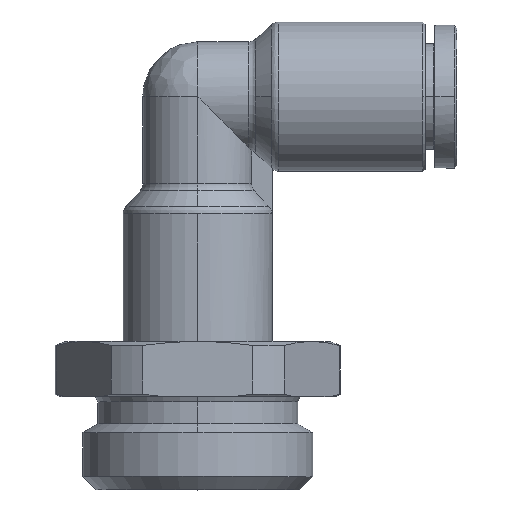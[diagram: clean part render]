
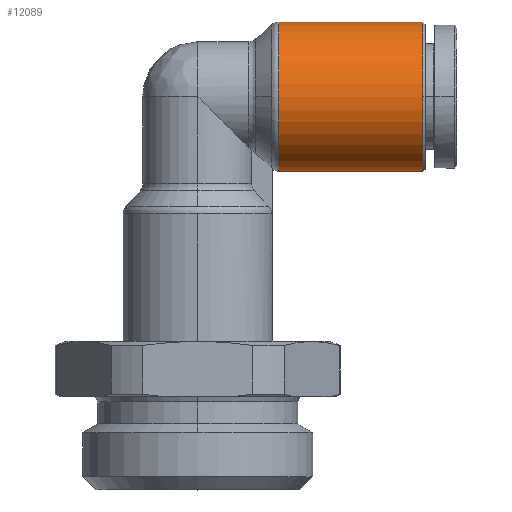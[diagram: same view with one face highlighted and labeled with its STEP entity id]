
A CAD part, top view. The second image highlights one B-rep face of the part: STEP entity #12089.
In plain terms, the highlighted cylindrical face has radius 6.8 mm (diameter 13.6 mm), a partial arc.
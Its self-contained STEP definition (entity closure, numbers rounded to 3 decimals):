
#160 = DIRECTION ( 'NONE',  ( 0., 0., -1. ) ) ;
#840 = CARTESIAN_POINT ( 'NONE',  ( -0.089, 0., -6.8 ) ) ;
#1031 = EDGE_CURVE ( 'NONE', #6346, #5185, #8437, .T. ) ;
#1068 = CYLINDRICAL_SURFACE ( 'NONE', #6113, 6.8 ) ;
#1134 = AXIS2_PLACEMENT_3D ( 'NONE', #3417, #12381, #15030 ) ;
#1301 = CARTESIAN_POINT ( 'NONE',  ( 13.028, -6.8, 0. ) ) ;
#1591 = VECTOR ( 'NONE', #6685, 1000. ) ;
#1939 = CARTESIAN_POINT ( 'NONE',  ( 4.528, 0., 6.8 ) ) ;
#2999 = VECTOR ( 'NONE', #3066, 1000. ) ;
#3066 = DIRECTION ( 'NONE',  ( 1., 0., 0. ) ) ;
#3417 = CARTESIAN_POINT ( 'NONE',  ( 13.028, 0., 0. ) ) ;
#3431 = VERTEX_POINT ( 'NONE', #1301 ) ;
#4226 = CARTESIAN_POINT ( 'NONE',  ( 4.528, 0., -6.8 ) ) ;
#4346 = ORIENTED_EDGE ( 'NONE', *, *, #8853, .T. ) ;
#5185 = VERTEX_POINT ( 'NONE', #11912 ) ;
#5238 = ORIENTED_EDGE ( 'NONE', *, *, #1031, .F. ) ;
#5385 = DIRECTION ( 'NONE',  ( -1., 0., 0. ) ) ;
#5490 = CARTESIAN_POINT ( 'NONE',  ( -0.089, 0., 0. ) ) ;
#5825 = CARTESIAN_POINT ( 'NONE',  ( 4.528, 0., 0. ) ) ;
#6113 = AXIS2_PLACEMENT_3D ( 'NONE', #5825, #9719, #12315 ) ;
#6121 = CIRCLE ( 'NONE', #15442, 6.8 ) ;
#6153 = EDGE_CURVE ( 'NONE', #3431, #5185, #6121, .T. ) ;
#6346 = VERTEX_POINT ( 'NONE', #14850 ) ;
#6685 = DIRECTION ( 'NONE',  ( 1., 0., 0. ) ) ;
#6836 = DIRECTION ( 'NONE',  ( 0., 0., -1. ) ) ;
#7864 = AXIS2_PLACEMENT_3D ( 'NONE', #5490, #5385, #160 ) ;
#8437 = LINE ( 'NONE', #1939, #2999 ) ;
#8460 = CIRCLE ( 'NONE', #1134, 6.8 ) ;
#8853 = EDGE_CURVE ( 'NONE', #16589, #14359, #15721, .T. ) ;
#8953 = ORIENTED_EDGE ( 'NONE', *, *, #11859, .F. ) ;
#9719 = DIRECTION ( 'NONE',  ( 1., 0., 0. ) ) ;
#10837 = ORIENTED_EDGE ( 'NONE', *, *, #14299, .T. ) ;
#10998 = DIRECTION ( 'NONE',  ( -1., 0., 0. ) ) ;
#11859 = EDGE_CURVE ( 'NONE', #16589, #6346, #15422, .T. ) ;
#11912 = CARTESIAN_POINT ( 'NONE',  ( 13.028, 0., 6.8 ) ) ;
#12089 = ADVANCED_FACE ( 'NONE', ( #13999 ), #1068, .T. ) ;
#12315 = DIRECTION ( 'NONE',  ( 0., 0., -1. ) ) ;
#12381 = DIRECTION ( 'NONE',  ( -1., 0., 0. ) ) ;
#12844 = ORIENTED_EDGE ( 'NONE', *, *, #6153, .T. ) ;
#13281 = CARTESIAN_POINT ( 'NONE',  ( 13.028, 0., 0. ) ) ;
#13999 = FACE_OUTER_BOUND ( 'NONE', #15180, .T. ) ;
#14299 = EDGE_CURVE ( 'NONE', #14359, #3431, #8460, .T. ) ;
#14359 = VERTEX_POINT ( 'NONE', #14785 ) ;
#14785 = CARTESIAN_POINT ( 'NONE',  ( 13.028, 0., -6.8 ) ) ;
#14850 = CARTESIAN_POINT ( 'NONE',  ( -0.089, 0., 6.8 ) ) ;
#15030 = DIRECTION ( 'NONE',  ( 0., 0., -1. ) ) ;
#15180 = EDGE_LOOP ( 'NONE', ( #5238, #8953, #4346, #10837, #12844 ) ) ;
#15422 = CIRCLE ( 'NONE', #7864, 6.8 ) ;
#15442 = AXIS2_PLACEMENT_3D ( 'NONE', #13281, #10998, #6836 ) ;
#15721 = LINE ( 'NONE', #4226, #1591 ) ;
#16589 = VERTEX_POINT ( 'NONE', #840 ) ;
